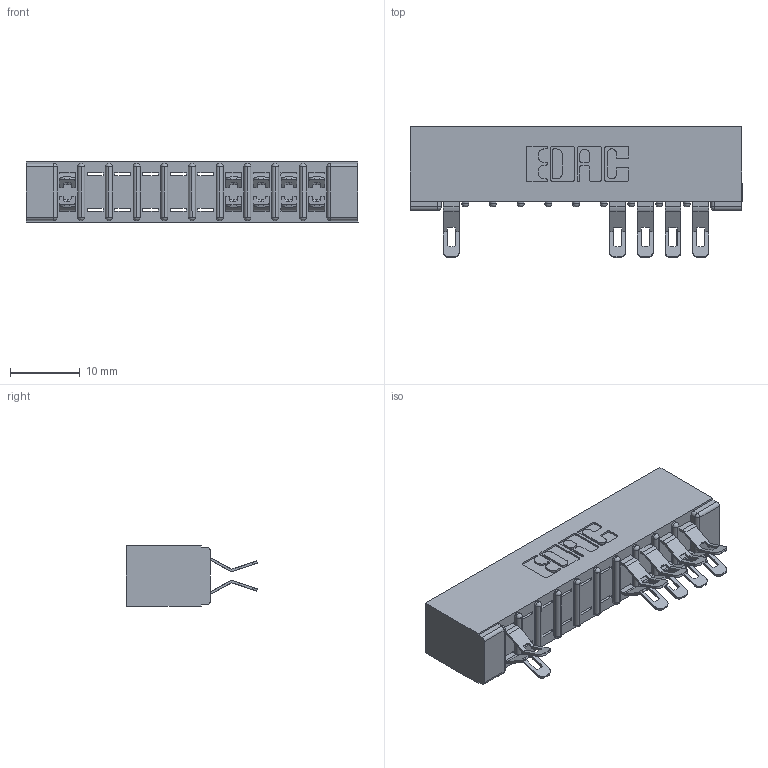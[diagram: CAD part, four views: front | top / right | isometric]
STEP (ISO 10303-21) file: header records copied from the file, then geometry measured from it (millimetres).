
FILE_DESCRIPTION (( 'STEP AP203' ), '1' );
FILE_NAME ('357-020-555-201.STEP', '2018-08-08T08:49:16', ( '' ), ( '' ), 'SwSTEP 2.0', 'SolidWorks 2016', '' );
FILE_SCHEMA (( 'CONFIG_CONTROL_DESIGN' ));
Length unit declared in the file: inch
Products named in the file (3): 357-020-555-201; 307 Part_No Mounting Lugs; 307-290-001_555
Assembly tree (11 placements, depth 2):
  357-020-555-201
    307 Part_No Mounting Lugs
    307-290-001_555  x10
Bounding box: 47.5 x 18.75 x 8.71 mm (x, y, z)
Volume: 3241.7 mm3; surface area: 4970.4 mm2
Topology: 11 solids, 11 shells, 831 faces, 2429 edges, 1574 vertices
Faces by surface type: plane 466, cylinder 343, sphere 22
Entity records: 12777 total; most frequent: CARTESIAN_POINT 2144, ORIENTED_EDGE 2132, DIRECTION 2110, EDGE_CURVE 1066, VECTOR 794, LINE 794, VERTEX_POINT 692, AXIS2_PLACEMENT_3D 658
